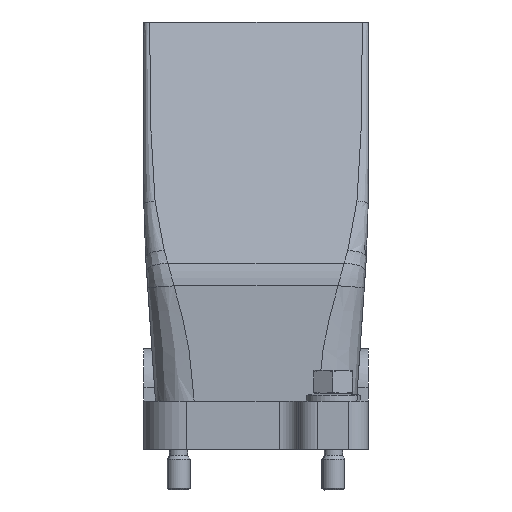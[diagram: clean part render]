
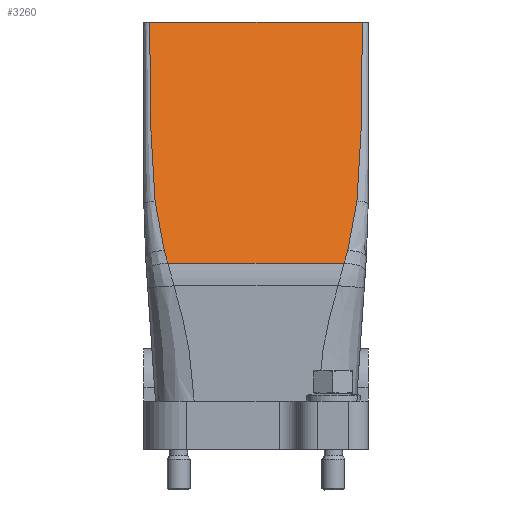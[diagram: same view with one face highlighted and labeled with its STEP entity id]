
A CAD part, front view. The second image highlights one B-rep face of the part: STEP entity #3260.
In plain terms, the highlighted planar face has unit normal (0, -0.956, 0.293).
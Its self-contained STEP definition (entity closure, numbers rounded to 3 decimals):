
#3194=AXIS2_PLACEMENT_3D('Plane Axis2P3D',#3191,#3192,#3193) ;
#2069=CARTESIAN_POINT('Vertex',(56.5,41.,121.)) ;
#2073=CARTESIAN_POINT('Control Point',(55.086,26.79,74.665)) ;
#2074=CARTESIAN_POINT('Control Point',(55.194,27.123,75.75)) ;
#2075=CARTESIAN_POINT('Control Point',(55.292,27.454,76.832)) ;
#2076=CARTESIAN_POINT('Control Point',(55.382,27.784,77.908)) ;
#2077=CARTESIAN_POINT('Control Point',(56.038,30.387,86.394)) ;
#2078=CARTESIAN_POINT('Control Point',(56.308,32.995,94.897)) ;
#2079=CARTESIAN_POINT('Control Point',(56.456,35.272,102.324)) ;
#2080=CARTESIAN_POINT('Control Point',(56.496,37.753,110.413)) ;
#2081=CARTESIAN_POINT('Control Point',(56.5,40.234,118.503)) ;
#2082=CARTESIAN_POINT('Control Point',(56.5,40.485,119.32)) ;
#2083=CARTESIAN_POINT('Control Point',(56.5,40.746,120.173)) ;
#2084=CARTESIAN_POINT('Control Point',(56.5,41.,121.)) ;
#2085=CARTESIAN_POINT('Vertex',(55.086,26.79,74.665)) ;
#2186=CARTESIAN_POINT('Control Point',(52.715,22.891,61.951)) ;
#2187=CARTESIAN_POINT('Control Point',(53.19,23.416,63.665)) ;
#2188=CARTESIAN_POINT('Control Point',(53.62,23.945,65.39)) ;
#2189=CARTESIAN_POINT('Control Point',(53.997,24.478,67.129)) ;
#2190=CARTESIAN_POINT('Control Point',(54.463,25.261,69.679)) ;
#2191=CARTESIAN_POINT('Control Point',(54.816,26.048,72.246)) ;
#2192=CARTESIAN_POINT('Control Point',(54.915,26.293,73.044)) ;
#2193=CARTESIAN_POINT('Control Point',(55.005,26.541,73.854)) ;
#2194=CARTESIAN_POINT('Control Point',(55.087,26.79,74.665)) ;
#2195=CARTESIAN_POINT('Vertex',(52.715,22.891,61.951)) ;
#2269=CARTESIAN_POINT('Control Point',(51.783,21.879,58.652)) ;
#2270=CARTESIAN_POINT('Control Point',(51.87,21.97,58.951)) ;
#2271=CARTESIAN_POINT('Control Point',(51.956,22.062,59.249)) ;
#2272=CARTESIAN_POINT('Control Point',(52.042,22.154,59.548)) ;
#2273=CARTESIAN_POINT('Control Point',(52.23,22.356,60.207)) ;
#2274=CARTESIAN_POINT('Control Point',(52.416,22.558,60.867)) ;
#2275=CARTESIAN_POINT('Control Point',(52.516,22.669,61.229)) ;
#2276=CARTESIAN_POINT('Control Point',(52.616,22.78,61.59)) ;
#2277=CARTESIAN_POINT('Control Point',(52.715,22.891,61.951)) ;
#2278=CARTESIAN_POINT('Vertex',(51.783,21.879,58.652)) ;
#3191=CARTESIAN_POINT('Axis2P3D Location',(29.,41.,121.)) ;
#3197=CARTESIAN_POINT('Control Point',(2.914,26.79,74.665)) ;
#3198=CARTESIAN_POINT('Control Point',(2.806,27.123,75.75)) ;
#3199=CARTESIAN_POINT('Control Point',(2.708,27.454,76.832)) ;
#3200=CARTESIAN_POINT('Control Point',(2.618,27.784,77.908)) ;
#3201=CARTESIAN_POINT('Control Point',(1.962,30.387,86.394)) ;
#3202=CARTESIAN_POINT('Control Point',(1.692,32.995,94.897)) ;
#3203=CARTESIAN_POINT('Control Point',(1.544,35.272,102.324)) ;
#3204=CARTESIAN_POINT('Control Point',(1.504,37.753,110.413)) ;
#3205=CARTESIAN_POINT('Control Point',(1.5,40.234,118.503)) ;
#3206=CARTESIAN_POINT('Control Point',(1.5,40.485,119.32)) ;
#3207=CARTESIAN_POINT('Control Point',(1.5,40.746,120.173)) ;
#3208=CARTESIAN_POINT('Control Point',(1.5,41.,121.)) ;
#3209=CARTESIAN_POINT('Vertex',(1.5,41.,121.)) ;
#3211=CARTESIAN_POINT('Vertex',(2.914,26.79,74.665)) ;
#3215=CARTESIAN_POINT('Control Point',(5.285,22.891,61.951)) ;
#3216=CARTESIAN_POINT('Control Point',(4.81,23.416,63.665)) ;
#3217=CARTESIAN_POINT('Control Point',(4.38,23.945,65.39)) ;
#3218=CARTESIAN_POINT('Control Point',(4.003,24.478,67.129)) ;
#3219=CARTESIAN_POINT('Control Point',(3.537,25.261,69.679)) ;
#3220=CARTESIAN_POINT('Control Point',(3.184,26.048,72.246)) ;
#3221=CARTESIAN_POINT('Control Point',(3.085,26.293,73.044)) ;
#3222=CARTESIAN_POINT('Control Point',(2.995,26.541,73.854)) ;
#3223=CARTESIAN_POINT('Control Point',(2.913,26.79,74.665)) ;
#3224=CARTESIAN_POINT('Vertex',(5.285,22.891,61.951)) ;
#3228=CARTESIAN_POINT('Control Point',(6.217,21.879,58.652)) ;
#3229=CARTESIAN_POINT('Control Point',(6.13,21.97,58.951)) ;
#3230=CARTESIAN_POINT('Control Point',(6.044,22.062,59.249)) ;
#3231=CARTESIAN_POINT('Control Point',(5.958,22.154,59.548)) ;
#3232=CARTESIAN_POINT('Control Point',(5.77,22.356,60.207)) ;
#3233=CARTESIAN_POINT('Control Point',(5.584,22.558,60.867)) ;
#3234=CARTESIAN_POINT('Control Point',(5.484,22.669,61.229)) ;
#3235=CARTESIAN_POINT('Control Point',(5.384,22.78,61.59)) ;
#3236=CARTESIAN_POINT('Control Point',(5.285,22.891,61.951)) ;
#3237=CARTESIAN_POINT('Vertex',(6.217,21.879,58.652)) ;
#3240=CARTESIAN_POINT('Line Origine',(29.,21.879,58.652)) ;
#3245=CARTESIAN_POINT('Line Origine',(29.,41.,121.)) ;
#3192=DIRECTION('Axis2P3D Direction',(0.,0.956,-0.293)) ;
#3193=DIRECTION('Axis2P3D XDirection',(0.,-0.293,-0.956)) ;
#3241=DIRECTION('Vector Direction',(-1.,0.,0.)) ;
#3246=DIRECTION('Vector Direction',(-1.,0.,0.)) ;
#3242=VECTOR('Line Direction',#3241,1.) ;
#3247=VECTOR('Line Direction',#3246,1.) ;
#3251=ORIENTED_EDGE('',*,*,#3213,.T.) ;
#3252=ORIENTED_EDGE('',*,*,#3226,.T.) ;
#3253=ORIENTED_EDGE('',*,*,#3239,.T.) ;
#3254=ORIENTED_EDGE('',*,*,#3244,.F.) ;
#3255=ORIENTED_EDGE('',*,*,#2280,.F.) ;
#3256=ORIENTED_EDGE('',*,*,#2197,.F.) ;
#3257=ORIENTED_EDGE('',*,*,#2087,.F.) ;
#3258=ORIENTED_EDGE('',*,*,#3249,.T.) ;
#3260=ADVANCED_FACE('Hood',(#3259),#3195,.F.) ;
#2072=B_SPLINE_CURVE_WITH_KNOTS('',5,(#2073,#2074,#2075,#2076,#2077,#2078,#2079,#2080,#2081,#2082,#2083,#2084),.UNSPECIFIED.,.F.,.U.,(6,3,3,6),(120.168,130.06,197.185,203.333),.UNSPECIFIED.) ;
#2185=B_SPLINE_CURVE_WITH_KNOTS('',5,(#2186,#2187,#2188,#2189,#2190,#2191,#2192,#2193,#2194),.UNSPECIFIED.,.F.,.U.,(6,3,6),(97.865,114.078,121.512),.UNSPECIFIED.) ;
#2268=B_SPLINE_CURVE_WITH_KNOTS('',5,(#2269,#2270,#2271,#2272,#2273,#2274,#2275,#2276,#2277),.UNSPECIFIED.,.F.,.U.,(6,3,6),(90.488,93.275,96.638),.UNSPECIFIED.) ;
#3196=B_SPLINE_CURVE_WITH_KNOTS('',5,(#3197,#3198,#3199,#3200,#3201,#3202,#3203,#3204,#3205,#3206,#3207,#3208),.UNSPECIFIED.,.F.,.U.,(6,3,3,6),(120.168,130.06,197.185,203.333),.UNSPECIFIED.) ;
#3214=B_SPLINE_CURVE_WITH_KNOTS('',5,(#3215,#3216,#3217,#3218,#3219,#3220,#3221,#3222,#3223),.UNSPECIFIED.,.F.,.U.,(6,3,6),(97.865,114.078,121.512),.UNSPECIFIED.) ;
#3227=B_SPLINE_CURVE_WITH_KNOTS('',5,(#3228,#3229,#3230,#3231,#3232,#3233,#3234,#3235,#3236),.UNSPECIFIED.,.F.,.U.,(6,3,6),(90.488,93.275,96.639),.UNSPECIFIED.) ;
#2087=EDGE_CURVE('',#2070,#2086,#2072,.F.) ;
#2197=EDGE_CURVE('',#2086,#2196,#2185,.F.) ;
#2280=EDGE_CURVE('',#2196,#2279,#2268,.F.) ;
#3213=EDGE_CURVE('',#3210,#3212,#3196,.F.) ;
#3226=EDGE_CURVE('',#3212,#3225,#3214,.F.) ;
#3239=EDGE_CURVE('',#3225,#3238,#3227,.F.) ;
#3244=EDGE_CURVE('',#2279,#3238,#3243,.T.) ;
#3249=EDGE_CURVE('',#2070,#3210,#3248,.T.) ;
#3250=EDGE_LOOP('',(#3251,#3252,#3253,#3254,#3255,#3256,#3257,#3258)) ;
#3259=FACE_OUTER_BOUND('',#3250,.T.) ;
#3243=LINE('Line',#3240,#3242) ;
#3248=LINE('Line',#3245,#3247) ;
#3195=PLANE('',#3194) ;
#2070=VERTEX_POINT('',#2069) ;
#2086=VERTEX_POINT('',#2085) ;
#2196=VERTEX_POINT('',#2195) ;
#2279=VERTEX_POINT('',#2278) ;
#3210=VERTEX_POINT('',#3209) ;
#3212=VERTEX_POINT('',#3211) ;
#3225=VERTEX_POINT('',#3224) ;
#3238=VERTEX_POINT('',#3237) ;
